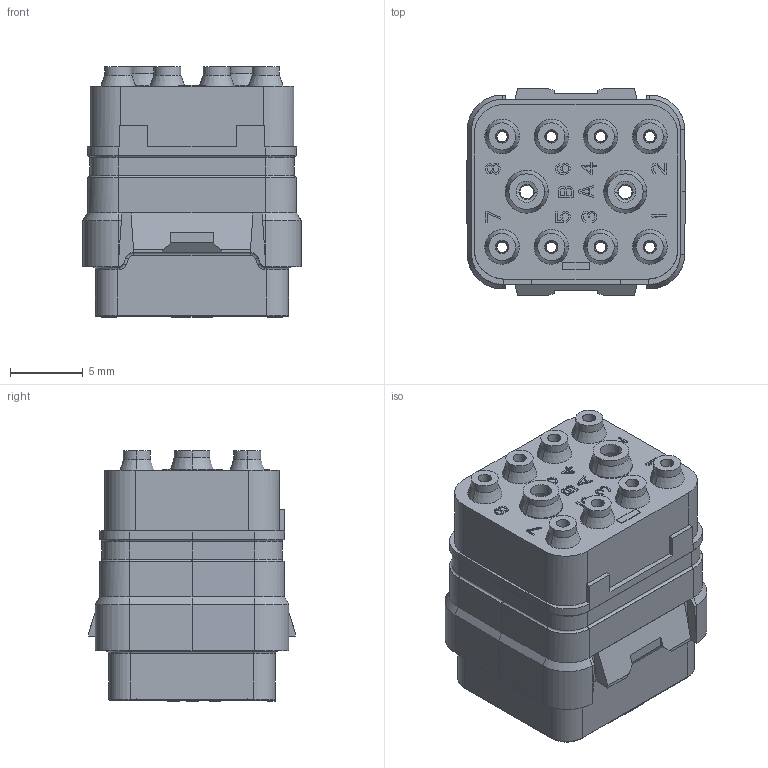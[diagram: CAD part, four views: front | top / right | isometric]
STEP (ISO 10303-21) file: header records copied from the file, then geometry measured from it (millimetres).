
FILE_DESCRIPTION((''),'2;1');
FILE_NAME('SIMM0910PA','2020-01-23T',('presta_be4'),(''),'CREO PARAMETRIC BY PTC INC, 2018360','CREO PARAMETRIC BY PTC INC, 2018360','');
FILE_SCHEMA(('CONFIG_CONTROL_DESIGN'));
Length unit declared in the file: millimetre
Products named in the file (1): SIMM0910PA
Bounding box: 15 x 14.2 x 17.18 mm (x, y, z)
Volume: 1992.5 mm3; surface area: 3097.1 mm2
Topology: 1 solids, 1 shells, 1863 faces, 4688 edges, 2926 vertices
Faces by surface type: plane 1023, cylinder 324, cone 252, torus 244, bspline 20
Entity records: 56081 total; most frequent: CARTESIAN_POINT 10684, DIRECTION 9652, ORIENTED_EDGE 9376, EDGE_CURVE 4688, AXIS2_PLACEMENT_3D 3301, VECTOR 3050, LINE 3050, VERTEX_POINT 2926
